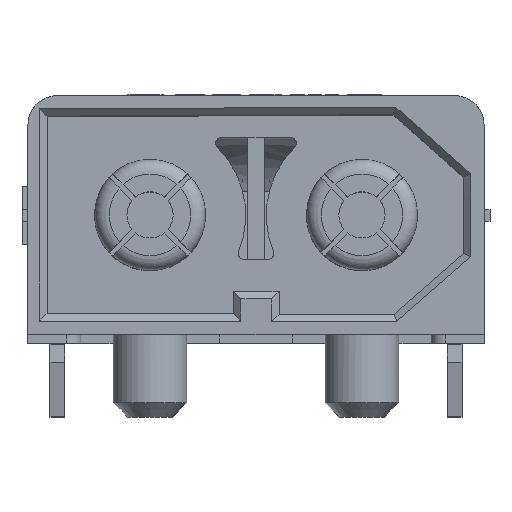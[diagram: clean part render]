
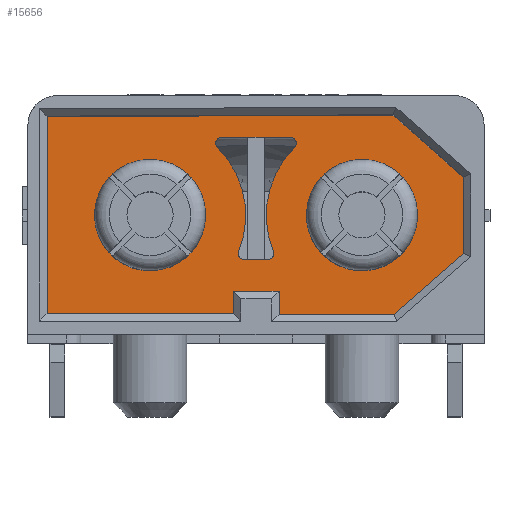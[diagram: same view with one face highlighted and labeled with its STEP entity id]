
A CAD part, top view. The second image highlights one B-rep face of the part: STEP entity #15656.
In plain terms, the highlighted planar face has unit normal (0, 0, 1).
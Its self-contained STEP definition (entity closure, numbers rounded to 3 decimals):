
#304=CIRCLE('',#15765,1.886);
#527=CIRCLE('',#16490,0.2);
#528=CIRCLE('',#16492,3.25);
#529=CIRCLE('',#16494,0.2);
#530=CIRCLE('',#16497,0.2);
#531=CIRCLE('',#16499,3.25);
#532=CIRCLE('',#16501,0.2);
#533=CIRCLE('',#16504,1.886);
#3753=ORIENTED_EDGE('',*,*,#4086,.F.);
#3754=ORIENTED_EDGE('',*,*,#5581,.F.);
#3755=ORIENTED_EDGE('',*,*,#5565,.F.);
#3756=ORIENTED_EDGE('',*,*,#5580,.F.);
#3757=ORIENTED_EDGE('',*,*,#5578,.F.);
#3758=ORIENTED_EDGE('',*,*,#5576,.F.);
#3759=ORIENTED_EDGE('',*,*,#5574,.F.);
#3760=ORIENTED_EDGE('',*,*,#5572,.F.);
#3761=ORIENTED_EDGE('',*,*,#5570,.F.);
#3762=ORIENTED_EDGE('',*,*,#5568,.F.);
#3763=ORIENTED_EDGE('',*,*,#5564,.F.);
#3764=ORIENTED_EDGE('',*,*,#5562,.F.);
#3765=ORIENTED_EDGE('',*,*,#5559,.F.);
#3766=ORIENTED_EDGE('',*,*,#5556,.F.);
#3767=ORIENTED_EDGE('',*,*,#5553,.F.);
#3768=ORIENTED_EDGE('',*,*,#5550,.F.);
#3769=ORIENTED_EDGE('',*,*,#5547,.F.);
#3770=ORIENTED_EDGE('',*,*,#5544,.F.);
#3771=ORIENTED_EDGE('',*,*,#5541,.F.);
#3772=ORIENTED_EDGE('',*,*,#5538,.F.);
#4086=EDGE_CURVE('',#5716,#5716,#304,.T.);
#5538=EDGE_CURVE('',#6686,#6683,#7866,.T.);
#5541=EDGE_CURVE('',#6683,#6687,#7869,.T.);
#5544=EDGE_CURVE('',#6687,#6689,#7872,.T.);
#5547=EDGE_CURVE('',#6689,#6691,#7875,.T.);
#5550=EDGE_CURVE('',#6691,#6693,#7878,.T.);
#5553=EDGE_CURVE('',#6693,#6695,#7881,.T.);
#5556=EDGE_CURVE('',#6695,#6697,#7884,.T.);
#5559=EDGE_CURVE('',#6697,#6699,#7887,.T.);
#5562=EDGE_CURVE('',#6699,#6701,#7890,.T.);
#5564=EDGE_CURVE('',#6701,#6686,#7892,.T.);
#5565=EDGE_CURVE('',#6703,#6704,#527,.T.);
#5568=EDGE_CURVE('',#6704,#6705,#528,.T.);
#5570=EDGE_CURVE('',#6705,#6706,#529,.T.);
#5572=EDGE_CURVE('',#6706,#6707,#7897,.T.);
#5574=EDGE_CURVE('',#6707,#6708,#530,.T.);
#5576=EDGE_CURVE('',#6708,#6709,#531,.T.);
#5578=EDGE_CURVE('',#6709,#6710,#532,.T.);
#5580=EDGE_CURVE('',#6710,#6703,#7902,.T.);
#5581=EDGE_CURVE('',#6711,#6711,#533,.T.);
#5716=VERTEX_POINT('',#19613);
#6683=VERTEX_POINT('',#24373);
#6686=VERTEX_POINT('',#24378);
#6687=VERTEX_POINT('',#24382);
#6689=VERTEX_POINT('',#24388);
#6691=VERTEX_POINT('',#24394);
#6693=VERTEX_POINT('',#24400);
#6695=VERTEX_POINT('',#24406);
#6697=VERTEX_POINT('',#24412);
#6699=VERTEX_POINT('',#24418);
#6701=VERTEX_POINT('',#24424);
#6703=VERTEX_POINT('',#24433);
#6704=VERTEX_POINT('',#24434);
#6705=VERTEX_POINT('',#24439);
#6706=VERTEX_POINT('',#24443);
#6707=VERTEX_POINT('',#24447);
#6708=VERTEX_POINT('',#24451);
#6709=VERTEX_POINT('',#24455);
#6710=VERTEX_POINT('',#24459);
#6711=VERTEX_POINT('',#24465);
#7866=LINE('',#24379,#9035);
#7869=LINE('',#24385,#9038);
#7872=LINE('',#24391,#9041);
#7875=LINE('',#24397,#9044);
#7878=LINE('',#24403,#9047);
#7881=LINE('',#24409,#9050);
#7884=LINE('',#24415,#9053);
#7887=LINE('',#24421,#9056);
#7890=LINE('',#24427,#9059);
#7892=LINE('',#24430,#9061);
#7897=LINE('',#24446,#9066);
#7902=LINE('',#24462,#9071);
#9035=VECTOR('',#19205,1000.);
#9038=VECTOR('',#19210,1000.);
#9041=VECTOR('',#19215,1000.);
#9044=VECTOR('',#19220,1000.);
#9047=VECTOR('',#19225,1000.);
#9050=VECTOR('',#19230,1000.);
#9053=VECTOR('',#19235,1000.);
#9056=VECTOR('',#19240,1000.);
#9059=VECTOR('',#19245,1000.);
#9061=VECTOR('',#19249,1000.);
#9066=VECTOR('',#19268,1000.);
#9071=VECTOR('',#19287,1000.);
#9705=EDGE_LOOP('',(#3753));
#9706=EDGE_LOOP('',(#3754));
#9707=EDGE_LOOP('',(#3755,#3756,#3757,#3758,#3759,#3760,#3761,#3762));
#9708=EDGE_LOOP('',(#3763,#3764,#3765,#3766,#3767,#3768,#3769,#3770,#3771,
#3772));
#10381=FACE_BOUND('',#9705,.T.);
#10382=FACE_BOUND('',#9706,.T.);
#10383=FACE_BOUND('',#9707,.T.);
#10384=FACE_BOUND('',#9708,.T.);
#10825=PLANE('',#16503);
#15656=ADVANCED_FACE('',(#10381,#10382,#10383,#10384),#10825,.T.);
#15765=AXIS2_PLACEMENT_3D('',#19612,#16705,#16706);
#16490=AXIS2_PLACEMENT_3D('',#24432,#19252,#19253);
#16492=AXIS2_PLACEMENT_3D('',#24438,#19258,#19259);
#16494=AXIS2_PLACEMENT_3D('',#24442,#19263,#19264);
#16497=AXIS2_PLACEMENT_3D('',#24450,#19272,#19273);
#16499=AXIS2_PLACEMENT_3D('',#24454,#19277,#19278);
#16501=AXIS2_PLACEMENT_3D('',#24458,#19282,#19283);
#16503=AXIS2_PLACEMENT_3D('',#24463,#19288,#19289);
#16504=AXIS2_PLACEMENT_3D('',#24464,#19290,#19291);
#16705=DIRECTION('',(0.,0.,1.));
#16706=DIRECTION('',(1.,0.,0.));
#19205=DIRECTION('',(0.,-1.,0.));
#19210=DIRECTION('',(-1.,0.,0.));
#19215=DIRECTION('',(0.,1.,0.));
#19220=DIRECTION('',(1.,0.004,0.));
#19225=DIRECTION('',(0.748,-0.663,0.));
#19230=DIRECTION('',(0.,-1.,0.));
#19235=DIRECTION('',(-0.753,-0.658,0.));
#19240=DIRECTION('',(-1.,0.,0.));
#19245=DIRECTION('',(0.,1.,0.));
#19249=DIRECTION('',(-1.,0.,0.));
#19252=DIRECTION('',(0.,0.,1.));
#19253=DIRECTION('',(-1.,0.,0.));
#19258=DIRECTION('',(0.,0.,-1.));
#19259=DIRECTION('',(1.,0.,0.));
#19263=DIRECTION('',(0.,0.,1.));
#19264=DIRECTION('',(-1.,0.,0.));
#19268=DIRECTION('',(-1.,0.,0.));
#19272=DIRECTION('',(0.,0.,1.));
#19273=DIRECTION('',(1.,0.,0.));
#19277=DIRECTION('',(0.,0.,-1.));
#19278=DIRECTION('',(-1.,0.,0.));
#19282=DIRECTION('',(0.,0.,1.));
#19283=DIRECTION('',(1.,0.,0.));
#19287=DIRECTION('',(1.,0.,0.));
#19288=DIRECTION('',(0.,0.,1.));
#19289=DIRECTION('',(1.,0.,0.));
#19290=DIRECTION('',(0.,0.,1.));
#19291=DIRECTION('',(1.,0.,0.));
#19612=CARTESIAN_POINT('',(-3.6,0.,7.663));
#19613=CARTESIAN_POINT('',(-1.714,0.,7.663));
#24373=CARTESIAN_POINT('',(-0.765,-3.356,7.663));
#24378=CARTESIAN_POINT('',(-0.765,-2.603,7.663));
#24379=CARTESIAN_POINT('',(-0.765,-2.603,7.663));
#24382=CARTESIAN_POINT('',(-7.1,-3.356,7.663));
#24385=CARTESIAN_POINT('',(-0.765,-3.356,7.663));
#24388=CARTESIAN_POINT('',(-7.1,3.354,7.663));
#24391=CARTESIAN_POINT('',(-7.1,-3.356,7.663));
#24394=CARTESIAN_POINT('',(4.66,3.4,7.663));
#24397=CARTESIAN_POINT('',(-7.1,3.354,7.663));
#24400=CARTESIAN_POINT('',(7.05,1.282,7.663));
#24403=CARTESIAN_POINT('',(4.66,3.4,7.663));
#24406=CARTESIAN_POINT('',(7.05,-1.309,7.663));
#24409=CARTESIAN_POINT('',(7.05,1.282,7.663));
#24412=CARTESIAN_POINT('',(4.693,-3.368,7.663));
#24415=CARTESIAN_POINT('',(7.05,-1.309,7.663));
#24418=CARTESIAN_POINT('',(0.784,-3.368,7.663));
#24421=CARTESIAN_POINT('',(4.693,-3.368,7.663));
#24424=CARTESIAN_POINT('',(0.784,-2.603,7.663));
#24427=CARTESIAN_POINT('',(0.784,-3.368,7.663));
#24430=CARTESIAN_POINT('',(0.784,-2.603,7.663));
#24432=CARTESIAN_POINT('',(0.404,-1.3,7.663));
#24433=CARTESIAN_POINT('',(0.404,-1.5,7.663));
#24434=CARTESIAN_POINT('',(0.59,-1.225,7.663));
#24438=CARTESIAN_POINT('',(3.6,0.,7.663));
#24439=CARTESIAN_POINT('',(1.312,2.308,7.663));
#24442=CARTESIAN_POINT('',(1.171,2.45,7.663));
#24443=CARTESIAN_POINT('',(1.171,2.65,7.663));
#24446=CARTESIAN_POINT('',(1.171,2.65,7.663));
#24447=CARTESIAN_POINT('',(-1.171,2.65,7.663));
#24450=CARTESIAN_POINT('',(-1.171,2.45,7.663));
#24451=CARTESIAN_POINT('',(-1.312,2.308,7.663));
#24454=CARTESIAN_POINT('',(-3.6,0.,7.663));
#24455=CARTESIAN_POINT('',(-0.59,-1.225,7.663));
#24458=CARTESIAN_POINT('',(-0.404,-1.3,7.663));
#24459=CARTESIAN_POINT('',(-0.404,-1.5,7.663));
#24462=CARTESIAN_POINT('',(-0.404,-1.5,7.663));
#24463=CARTESIAN_POINT('',(0.,0.,7.663));
#24464=CARTESIAN_POINT('',(3.6,0.,7.663));
#24465=CARTESIAN_POINT('',(5.486,0.,7.663));
